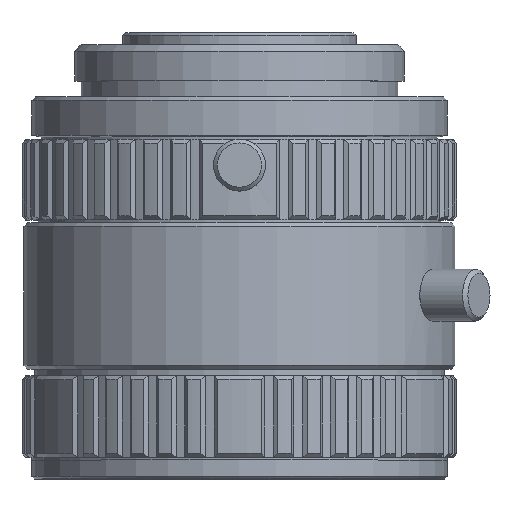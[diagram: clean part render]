
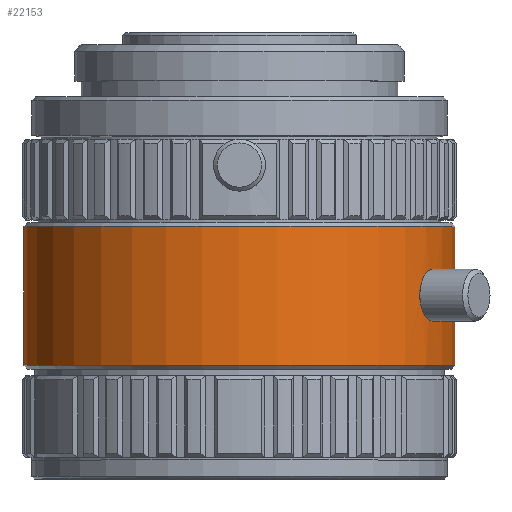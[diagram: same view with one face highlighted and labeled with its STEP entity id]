
A CAD part, top view. The second image highlights one B-rep face of the part: STEP entity #22153.
In plain terms, the highlighted cylindrical face has radius 16.6 mm (diameter 33.2 mm), a full revolution.
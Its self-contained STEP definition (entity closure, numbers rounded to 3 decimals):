
#1037=B_SPLINE_CURVE_WITH_KNOTS('',3,(#32564,#32565,#32566,#32567,#32568,
#32569,#32570,#32571,#32572,#32573,#32574),.UNSPECIFIED.,.T.,.F.,(1,1,1,
1,1,1,1,1,1,1,1,1,1,1,1),(-0.002,-0.002,-0.001,
0.,0.001,0.002,0.002,
0.003,0.004,0.005,0.005,
0.006,0.007,0.008,0.009),
 .UNSPECIFIED.);
#3674=ORIENTED_EDGE('',*,*,#7954,.T.);
#3675=ORIENTED_EDGE('',*,*,#7953,.F.);
#3676=ORIENTED_EDGE('',*,*,#7955,.F.);
#7953=EDGE_CURVE('',#9991,#9991,#11116,.T.);
#7954=EDGE_CURVE('',#9992,#9992,#11117,.T.);
#7955=EDGE_CURVE('',#9993,#9993,#1037,.T.);
#9991=VERTEX_POINT('',#32560);
#9992=VERTEX_POINT('',#32563);
#9993=VERTEX_POINT('',#32575);
#11116=CIRCLE('',#23624,16.6);
#11117=CIRCLE('',#23626,16.6);
#12038=EDGE_LOOP('',(#3674));
#12039=EDGE_LOOP('',(#3675));
#12040=EDGE_LOOP('',(#3676));
#13234=FACE_BOUND('',#12038,.T.);
#13235=FACE_BOUND('',#12039,.T.);
#13236=FACE_BOUND('',#12040,.T.);
#14233=CYLINDRICAL_SURFACE('',#23625,16.6);
#22153=ADVANCED_FACE('',(#13234,#13235,#13236),#14233,.T.);
#23624=AXIS2_PLACEMENT_3D('',#32559,#26540,#26541);
#23625=AXIS2_PLACEMENT_3D('',#32561,#26542,#26543);
#23626=AXIS2_PLACEMENT_3D('',#32562,#26544,#26545);
#26540=DIRECTION('',(0.,-1.,0.));
#26541=DIRECTION('',(1.,0.,0.));
#26542=DIRECTION('',(0.,-1.,0.));
#26543=DIRECTION('',(1.,0.,0.));
#26544=DIRECTION('',(0.,-1.,0.));
#26545=DIRECTION('',(1.,0.,0.));
#32559=CARTESIAN_POINT('',(0.,-38.2,0.));
#32560=CARTESIAN_POINT('',(16.6,-38.2,0.));
#32561=CARTESIAN_POINT('',(0.,0.,0.));
#32562=CARTESIAN_POINT('',(0.,-27.5,0.));
#32563=CARTESIAN_POINT('',(16.6,-27.5,0.));
#32564=CARTESIAN_POINT('',(13.972,-32.016,8.971));
#32565=CARTESIAN_POINT('',(13.789,-32.8,9.241));
#32566=CARTESIAN_POINT('',(13.971,-33.584,8.971));
#32567=CARTESIAN_POINT('',(14.382,-33.908,8.304));
#32568=CARTESIAN_POINT('',(14.755,-33.584,7.614));
#32569=CARTESIAN_POINT('',(14.897,-32.8,7.322));
#32570=CARTESIAN_POINT('',(14.755,-32.017,7.613));
#32571=CARTESIAN_POINT('',(14.383,-31.692,8.303));
#32572=CARTESIAN_POINT('',(13.972,-32.016,8.971));
#32573=CARTESIAN_POINT('',(13.789,-32.8,9.241));
#32574=CARTESIAN_POINT('',(13.971,-33.584,8.971));
#32575=CARTESIAN_POINT('',(13.85,-32.8,9.151));
